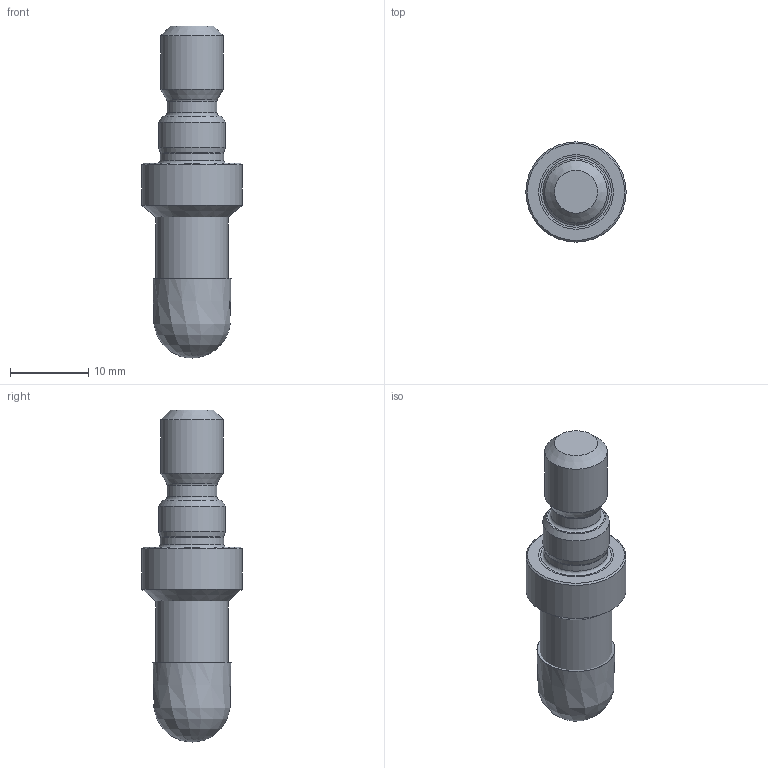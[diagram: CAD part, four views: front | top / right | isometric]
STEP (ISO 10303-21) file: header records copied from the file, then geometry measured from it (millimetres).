
FILE_DESCRIPTION(/* description */ (''),/* implementation_level */ '2;1');
FILE_NAME(/* name */ '1580280698333.stp',/* time_stamp */ '2020-01-29T12:21:51+06:00',/* author */ (''),/* organization */ ('SMS'),/* preprocessor_version */ 'ST-DEVELOPER v16.7',/* originating_system */ 'SIEMENS PLM Software NX 12.0',/* authorisation */ '');
FILE_SCHEMA (('AUTOMOTIVE_DESIGN { 1 0 10303 214 3 1 1 1 }'));
Length unit declared in the file: millimetre
Products named in the file (4): ASSEMBLY_CONSTRUCTION; 202037406mod000_00; 202377019mod000_00; 202377018mod000_00
Assembly tree (3 placements, depth 2):
  202377018mod000_00
    202377019mod000_00
    202037406mod000_00
    ASSEMBLY_CONSTRUCTION
Bounding box: 12.8 x 12.8 x 42.38 mm (x, y, z)
Volume: 3308.3 mm3; surface area: 1794 mm2
Topology: 2 solids, 2 shells, 31 faces, 71 edges, 54 vertices
Faces by surface type: cone 9, cylinder 6, bspline 6, torus 5, plane 4, sphere 1
Full cylindrical faces by diameter (mm): 6.376 x1, 8 x1, 8.1 x1, 8.5 x1, 9.2 x1, 12.8 x1
Entity records: 5111 total; most frequent: CARTESIAN_POINT 4404, DIRECTION 124, AXIS2_PLACEMENT_3D 62, EDGE_LOOP 60, ORIENTED_EDGE 60, FACE_BOUND 58, ADVANCED_FACE 31, VERTEX_POINT 30
